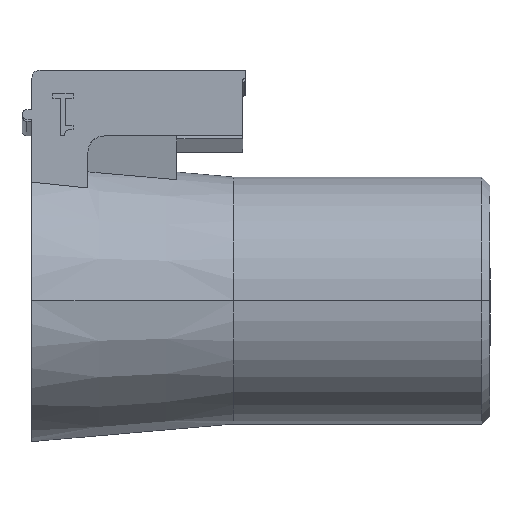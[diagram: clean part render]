
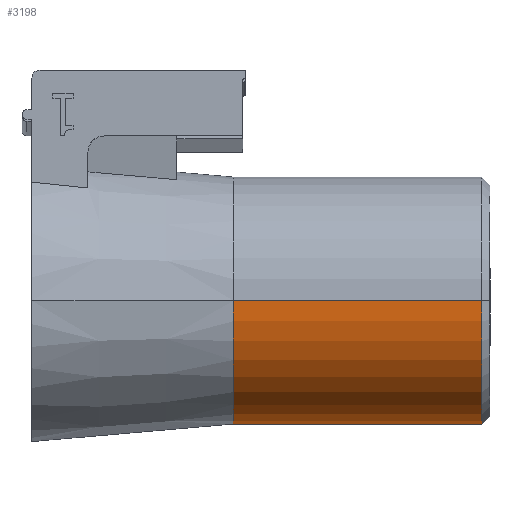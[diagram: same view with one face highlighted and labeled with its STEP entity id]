
A CAD part, front view. The second image highlights one B-rep face of the part: STEP entity #3198.
In plain terms, the highlighted cylindrical face has radius 7.5 mm (diameter 15 mm), a partial arc.
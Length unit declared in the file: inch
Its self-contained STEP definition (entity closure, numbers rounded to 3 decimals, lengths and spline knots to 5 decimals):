
#143 = CARTESIAN_POINT ( 'NONE',  ( 0.7565, -0.29528, 0. ) ) ;
#233 = CARTESIAN_POINT ( 'NONE',  ( 1.04331, 0., 0. ) ) ;
#294 = ORIENTED_EDGE ( 'NONE', *, *, #1476, .T. ) ;
#340 = EDGE_CURVE ( 'NONE', #1260, #730, #1364, .T. ) ;
#496 = DIRECTION ( 'NONE',  ( 0., -1., 0. ) ) ;
#730 = VERTEX_POINT ( 'NONE', #860 ) ;
#749 = EDGE_CURVE ( 'NONE', #1671, #1260, #1225, .T. ) ;
#860 = CARTESIAN_POINT ( 'NONE',  ( 0.45, -0.29528, 0. ) ) ;
#1054 = DIRECTION ( 'NONE',  ( 1., 0., 0. ) ) ;
#1140 = CYLINDRICAL_SURFACE ( 'NONE', #2208, 0.29528 ) ;
#1214 = EDGE_LOOP ( 'NONE', ( #1356, #3104, #3268, #294 ) ) ;
#1225 = CIRCLE ( 'NONE', #1733, 0.29528 ) ;
#1260 = VERTEX_POINT ( 'NONE', #1525 ) ;
#1317 = CARTESIAN_POINT ( 'NONE',  ( 0.7565, -0.02095, -0.29453 ) ) ;
#1356 = ORIENTED_EDGE ( 'NONE', *, *, #749, .T. ) ;
#1364 = LINE ( 'NONE', #143, #3479 ) ;
#1398 = CARTESIAN_POINT ( 'NONE',  ( 1.04331, -0.02095, -0.29453 ) ) ;
#1469 = DIRECTION ( 'NONE',  ( -1., 0., 0. ) ) ;
#1476 = EDGE_CURVE ( 'NONE', #2084, #1671, #2267, .T. ) ;
#1525 = CARTESIAN_POINT ( 'NONE',  ( 1.04331, -0.29528, 0. ) ) ;
#1671 = VERTEX_POINT ( 'NONE', #1398 ) ;
#1733 = AXIS2_PLACEMENT_3D ( 'NONE', #233, #1469, #3989 ) ;
#1747 = DIRECTION ( 'NONE',  ( -1., 0., 0. ) ) ;
#2030 = DIRECTION ( 'NONE',  ( 1., 0., 0. ) ) ;
#2084 = VERTEX_POINT ( 'NONE', #3953 ) ;
#2208 = AXIS2_PLACEMENT_3D ( 'NONE', #3986, #4002, #2461 ) ;
#2267 = LINE ( 'NONE', #1317, #3223 ) ;
#2297 = CARTESIAN_POINT ( 'NONE',  ( 0.45, 0., 0. ) ) ;
#2365 = EDGE_CURVE ( 'NONE', #730, #2084, #3818, .T. ) ;
#2461 = DIRECTION ( 'NONE',  ( 0., -1., 0. ) ) ;
#3104 = ORIENTED_EDGE ( 'NONE', *, *, #340, .T. ) ;
#3198 = ADVANCED_FACE ( 'NONE', ( #3923 ), #1140, .T. ) ;
#3223 = VECTOR ( 'NONE', #1054, 39.37008 ) ;
#3268 = ORIENTED_EDGE ( 'NONE', *, *, #2365, .T. ) ;
#3479 = VECTOR ( 'NONE', #1747, 39.37008 ) ;
#3696 = AXIS2_PLACEMENT_3D ( 'NONE', #2297, #2030, #496 ) ;
#3818 = CIRCLE ( 'NONE', #3696, 0.29528 ) ;
#3923 = FACE_OUTER_BOUND ( 'NONE', #1214, .T. ) ;
#3953 = CARTESIAN_POINT ( 'NONE',  ( 0.45, -0.02095, -0.29453 ) ) ;
#3986 = CARTESIAN_POINT ( 'NONE',  ( 0.7565, 0., 0. ) ) ;
#3989 = DIRECTION ( 'NONE',  ( 0., -1., 0. ) ) ;
#4002 = DIRECTION ( 'NONE',  ( -1., 0., 0. ) ) ;
